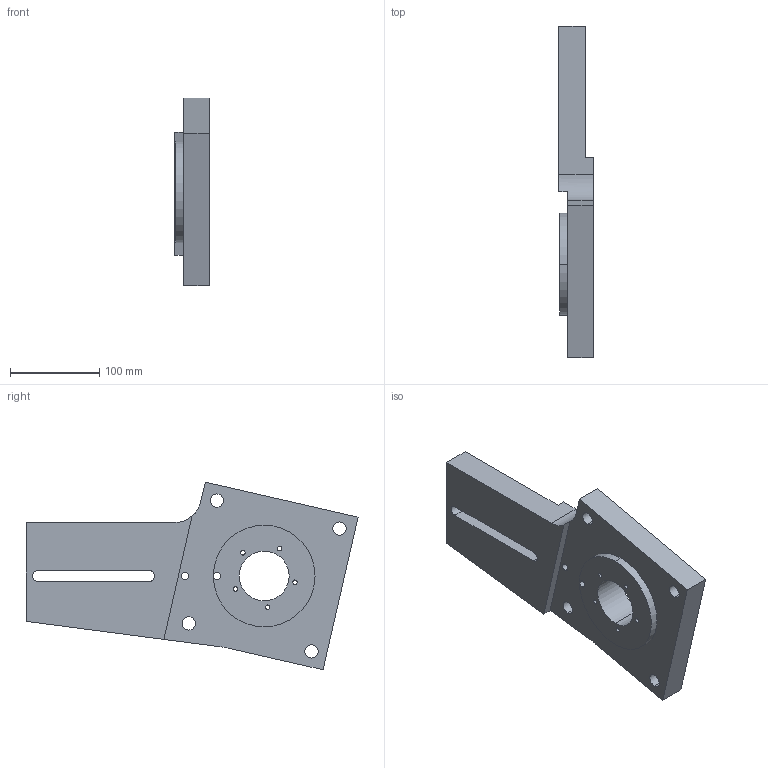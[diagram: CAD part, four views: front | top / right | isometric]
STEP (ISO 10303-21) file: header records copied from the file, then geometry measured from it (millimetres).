
FILE_DESCRIPTION (( 'STEP AP214' ), '1' );
FILE_NAME ('Cartouche rlt bas.STEP', '2023-05-22T06:16:23', ( '' ), ( '' ), 'SwSTEP 2.0', 'SolidWorks 2020', '' );
FILE_SCHEMA (( 'AUTOMOTIVE_DESIGN' ));
Length unit declared in the file: millimetre
Products named in the file (1): Cartouche rlt bas
Bounding box: 39 x 372.89 x 210.78 mm (x, y, z)
Volume: 1490912.7 mm3; surface area: 160306.2 mm2
Topology: 1 solids, 1 shells, 67 faces, 179 edges, 116 vertices
Faces by surface type: cylinder 43, plane 20, cone 4
Entity records: 2386 total; most frequent: DIRECTION 400, CARTESIAN_POINT 359, ORIENTED_EDGE 350, EDGE_CURVE 175, AXIS2_PLACEMENT_3D 157, VERTEX_POINT 116, EDGE_LOOP 99, CIRCLE 89
